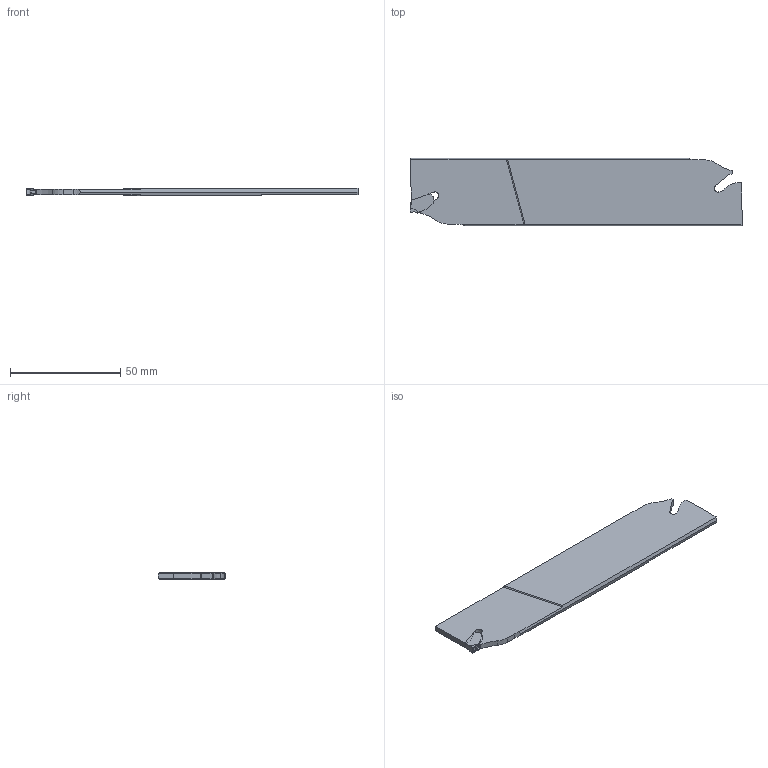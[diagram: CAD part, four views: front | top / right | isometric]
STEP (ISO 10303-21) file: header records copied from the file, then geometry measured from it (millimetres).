
FILE_DESCRIPTION(/* description */ (''),/* implementation_level */ '2;1');
FILE_NAME(/* name */ 'AKL-SX-32-3.stp',/* time_stamp */ '2023-10-31T22:45:48+03:00',/* author */ (''),/* organization */ (''),/* preprocessor_version */ 'ST-DEVELOPER v19.4',/* originating_system */ 'SIEMENS PLM Software NX2306.3001',/* authorisation */ '');
FILE_SCHEMA (('AUTOMOTIVE_DESIGN { 1 0 10303 214 3 1 1 1 }'));
Length unit declared in the file: millimetre
Products named in the file (1): AKL-SX-32-3_objects
Bounding box: 150.6 x 30.56 x 3.5 mm (x, y, z)
Volume: 13175.7 mm3; surface area: 9875.1 mm2
Topology: 2 solids, 2 shells, 81 faces, 229 edges, 152 vertices
Faces by surface type: plane 44, cylinder 31, extrusion 6
Entity records: 2739 total; most frequent: CARTESIAN_POINT 559, ORIENTED_EDGE 458, DIRECTION 444, EDGE_CURVE 229, VECTOR 154, VERTEX_POINT 152, LINE 148, AXIS2_PLACEMENT_3D 145
